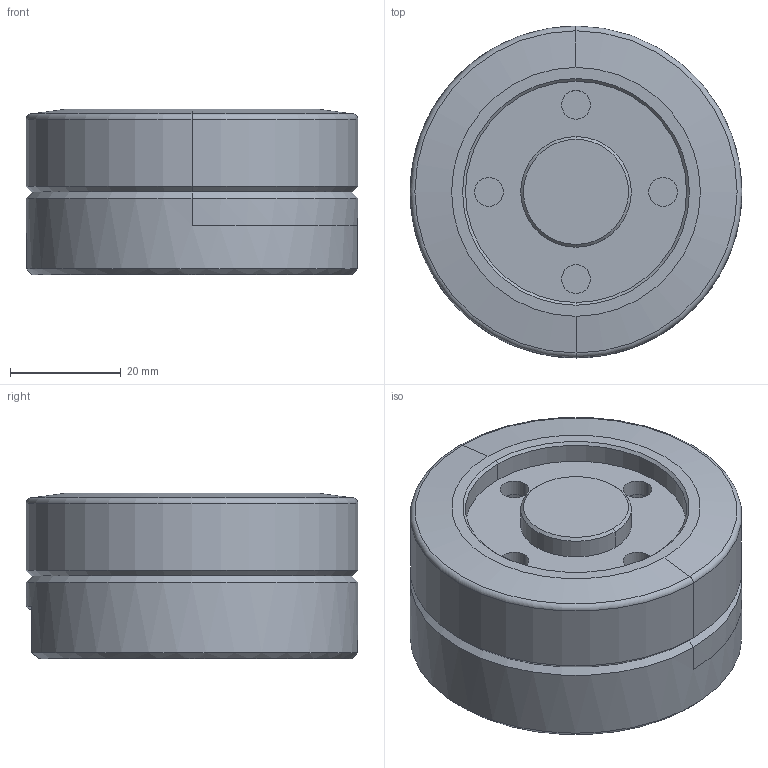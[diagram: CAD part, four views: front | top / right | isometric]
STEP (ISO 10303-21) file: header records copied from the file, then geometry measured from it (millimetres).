
FILE_DESCRIPTION((''),'2;1');
FILE_NAME('GSA-R2D-00028','2022-08-26T15:10:39',('gelsight'),('iRobot'),'CREO PARAMETRIC BY PTC INC, 2022073','CREO PARAMETRIC BY PTC INC, 2022073','');
FILE_SCHEMA(('CONFIG_CONTROL_DESIGN'));
Length unit declared in the file: millimetre
Products named in the file (3): GSP-R2D-00026; GSP-R2D-00027; GSA-R2D-00028
Assembly tree (2 placements, depth 2):
  GSA-R2D-00028
    GSP-R2D-00026
    GSP-R2D-00027
Bounding box: 60 x 60 x 30 mm (x, y, z)
Volume: 63025.8 mm3; surface area: 21040.1 mm2
Topology: 2 solids, 2 shells, 168 faces, 378 edges, 232 vertices
Faces by surface type: cylinder 70, cone 50, plane 46, torus 2
Entity records: 4850 total; most frequent: DIRECTION 917, CARTESIAN_POINT 822, ORIENTED_EDGE 756, AXIS2_PLACEMENT_3D 378, EDGE_CURVE 378, VERTEX_POINT 232, EDGE_LOOP 206, CIRCLE 205
